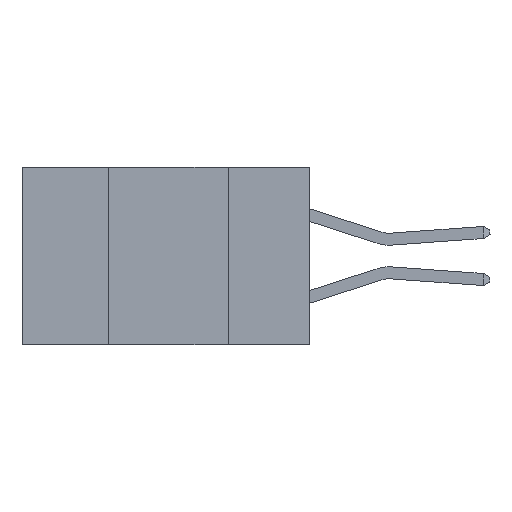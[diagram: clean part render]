
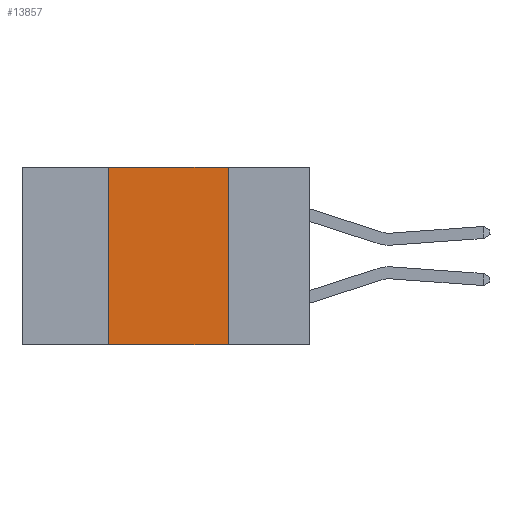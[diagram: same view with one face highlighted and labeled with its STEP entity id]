
A CAD part, left-side view. The second image highlights one B-rep face of the part: STEP entity #13857.
In plain terms, the highlighted planar face has unit normal (-1, 0, 0).
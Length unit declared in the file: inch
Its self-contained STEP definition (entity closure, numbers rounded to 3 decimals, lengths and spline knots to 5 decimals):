
#173 = LINE ( 'NONE', #5245, #11527 ) ;
#1014 = LINE ( 'NONE', #1190, #5517 ) ;
#1065 = VERTEX_POINT ( 'NONE', #3912 ) ;
#1190 = CARTESIAN_POINT ( 'NONE',  ( 0., 0.6, 0. ) ) ;
#2385 = LINE ( 'NONE', #7455, #14192 ) ;
#2587 = DIRECTION ( 'NONE',  ( 1., 0., 0. ) ) ;
#2668 = DIRECTION ( 'NONE',  ( 0., -1., 0. ) ) ;
#2950 = ORIENTED_EDGE ( 'NONE', *, *, #12808, .F. ) ;
#3912 = CARTESIAN_POINT ( 'NONE',  ( 0., 0.17, -0.37 ) ) ;
#4017 = CARTESIAN_POINT ( 'NONE',  ( 0., 0.42, 0. ) ) ;
#4268 = AXIS2_PLACEMENT_3D ( 'NONE', #11563, #2587, #13009 ) ;
#5102 = EDGE_CURVE ( 'NONE', #7810, #1065, #173, .T. ) ;
#5245 = CARTESIAN_POINT ( 'NONE',  ( 0., 0.6, -0.37 ) ) ;
#5289 = CARTESIAN_POINT ( 'NONE',  ( 0., 0.42, 0. ) ) ;
#5517 = VECTOR ( 'NONE', #2668, 39.37008 ) ;
#6062 = ORIENTED_EDGE ( 'NONE', *, *, #5102, .T. ) ;
#6515 = ORIENTED_EDGE ( 'NONE', *, *, #14216, .F. ) ;
#6603 = ORIENTED_EDGE ( 'NONE', *, *, #11349, .F. ) ;
#7090 = PLANE ( 'NONE',  #4268 ) ;
#7455 = CARTESIAN_POINT ( 'NONE',  ( 0., 0.17, 0. ) ) ;
#7810 = VERTEX_POINT ( 'NONE', #9098 ) ;
#9098 = CARTESIAN_POINT ( 'NONE',  ( 0., 0.42, -0.37 ) ) ;
#9109 = LINE ( 'NONE', #4017, #12584 ) ;
#9407 = VERTEX_POINT ( 'NONE', #13334 ) ;
#11349 = EDGE_CURVE ( 'NONE', #14656, #9407, #1014, .T. ) ;
#11527 = VECTOR ( 'NONE', #18188, 39.37008 ) ;
#11563 = CARTESIAN_POINT ( 'NONE',  ( 0., 0.6, 0. ) ) ;
#12584 = VECTOR ( 'NONE', #12905, 39.37008 ) ;
#12808 = EDGE_CURVE ( 'NONE', #9407, #1065, #2385, .T. ) ;
#12905 = DIRECTION ( 'NONE',  ( 0., 0., 1. ) ) ;
#13009 = DIRECTION ( 'NONE',  ( 0., 0., -1. ) ) ;
#13334 = CARTESIAN_POINT ( 'NONE',  ( 0., 0.17, 0. ) ) ;
#13857 = ADVANCED_FACE ( 'NONE', ( #16270 ), #7090, .F. ) ;
#14192 = VECTOR ( 'NONE', #16053, 39.37008 ) ;
#14216 = EDGE_CURVE ( 'NONE', #7810, #14656, #9109, .T. ) ;
#14656 = VERTEX_POINT ( 'NONE', #5289 ) ;
#15704 = EDGE_LOOP ( 'NONE', ( #2950, #6603, #6515, #6062 ) ) ;
#16053 = DIRECTION ( 'NONE',  ( 0., 0., -1. ) ) ;
#16270 = FACE_OUTER_BOUND ( 'NONE', #15704, .T. ) ;
#18188 = DIRECTION ( 'NONE',  ( 0., -1., 0. ) ) ;
